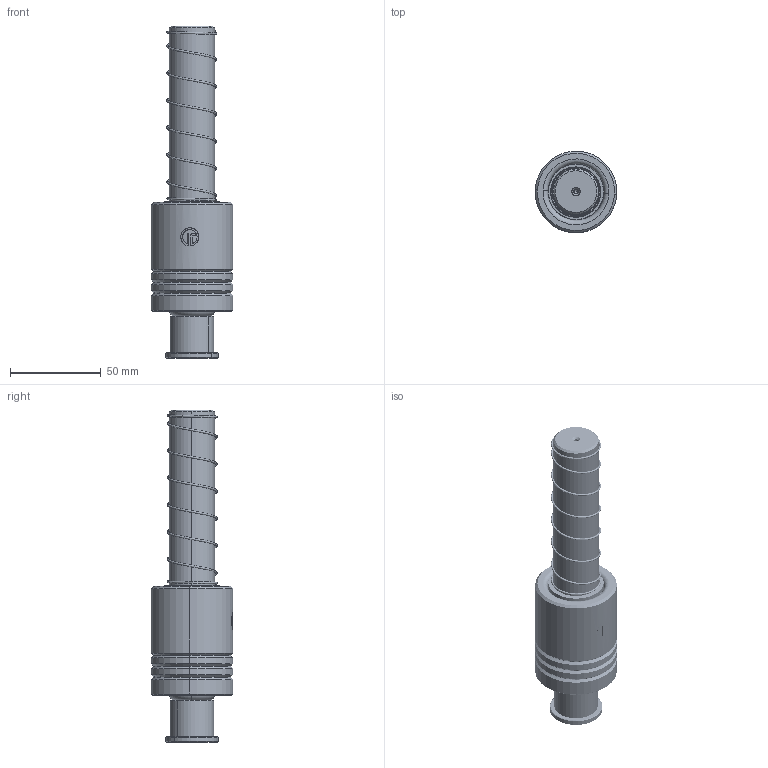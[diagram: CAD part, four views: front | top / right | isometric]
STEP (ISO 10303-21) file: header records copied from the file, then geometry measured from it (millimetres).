
FILE_DESCRIPTION (( 'STEP AP214' ), '1' );
FILE_NAME ('LKSH LKJH-D25-L160(BL-60).STEP', '2021-08-12T07:19:22', ( '' ), ( '' ), 'SwSTEP 2.0', 'SolidWorks 2016', '' );
FILE_SCHEMA (( 'AUTOMOTIVE_DESIGN' ));
Length unit declared in the file: millimetre
Products named in the file (257): BALL-D3; LKSH LKJH-D25-L160(BL-60); GTK-D29-d24; BSH-D30.5-25.5-L60郪蚾; BSH-30.5-25.5-L60; HWP-D27.5-d25.5-L90; DSPK-D25-L160; TBB-D45-d31-L60
Assembly tree (251 placements, depth 3):
  BALL-D3
  BALL-D3
  BALL-D3
  BALL-D3
  BALL-D3
Bounding box: 44.93 x 44.97 x 183 mm (x, y, z)
Volume: 146563.4 mm3; surface area: 58601.1 mm2
Topology: 247 solids, 247 shells, 1101 faces, 4705 edges, 3120 vertices
Faces by surface type: sphere 968, cone 46, cylinder 36, plane 21, torus 16, bspline 14
Entity records: 48668 total; most frequent: CARTESIAN_POINT 28156, ORIENTED_EDGE 3584, DIRECTION 3096, EDGE_CURVE 1792, AXIS2_PLACEMENT_3D 1492, VERTEX_POINT 1172, EDGE_LOOP 1096, B_SPLINE_CURVE_WITH_KNOTS 1053
